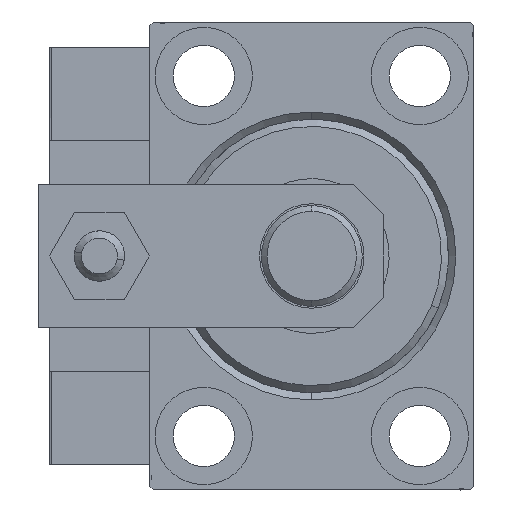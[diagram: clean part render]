
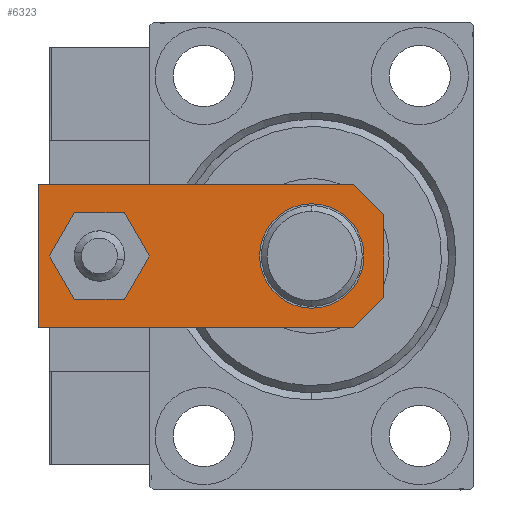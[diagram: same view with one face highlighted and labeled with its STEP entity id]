
A CAD part, left-side view. The second image highlights one B-rep face of the part: STEP entity #6323.
In plain terms, the highlighted face is planar.
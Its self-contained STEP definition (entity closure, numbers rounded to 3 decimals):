
#84 = EDGE_CURVE ( 'NONE', #37177, #40120, #17985, .T. ) ;
#276 = DIRECTION ( 'NONE',  ( -1., 0., 0. ) ) ;
#1019 = ORIENTED_EDGE ( 'NONE', *, *, #84, .T. ) ;
#2481 = DIRECTION ( 'NONE',  ( 1., 0., 0. ) ) ;
#3516 = FACE_BOUND ( 'NONE', #4814, .T. ) ;
#4196 = AXIS2_PLACEMENT_3D ( 'NONE', #4501, #43734, #39877 ) ;
#4501 = CARTESIAN_POINT ( 'NONE',  ( 0., 10., 6. ) ) ;
#4783 = LINE ( 'NONE', #43008, #24483 ) ;
#4814 = EDGE_LOOP ( 'NONE', ( #37086, #25192 ) ) ;
#5150 = CARTESIAN_POINT ( 'NONE',  ( 10., 4.24, 6. ) ) ;
#5669 = PLANE ( 'NONE',  #6369 ) ;
#6322 = CARTESIAN_POINT ( 'NONE',  ( -10., 0., 6. ) ) ;
#6323 = ADVANCED_FACE ( 'NONE', ( #3516, #11452, #14537 ), #5669, .T. ) ;
#6369 = AXIS2_PLACEMENT_3D ( 'NONE', #11189, #18619, #49972 ) ;
#6996 = EDGE_CURVE ( 'NONE', #47155, #33180, #37494, .T. ) ;
#7545 = ORIENTED_EDGE ( 'NONE', *, *, #35410, .T. ) ;
#8098 = VECTOR ( 'NONE', #8374, 1000. ) ;
#8374 = DIRECTION ( 'NONE',  ( 0., 1., 0. ) ) ;
#8644 = LINE ( 'NONE', #50741, #24947 ) ;
#8800 = EDGE_CURVE ( 'NONE', #33180, #47155, #49800, .T. ) ;
#9617 = AXIS2_PLACEMENT_3D ( 'NONE', #26840, #15046, #22985 ) ;
#11189 = CARTESIAN_POINT ( 'NONE',  ( 0., 0., 6. ) ) ;
#11452 = FACE_OUTER_BOUND ( 'NONE', #14581, .T. ) ;
#11941 = CARTESIAN_POINT ( 'NONE',  ( -4., 39.5, 6. ) ) ;
#12399 = CARTESIAN_POINT ( 'NONE',  ( 7.25, 10., 6. ) ) ;
#13361 = VERTEX_POINT ( 'NONE', #43021 ) ;
#14146 = DIRECTION ( 'NONE',  ( 0., -1., 0. ) ) ;
#14366 = VECTOR ( 'NONE', #14146, 1000. ) ;
#14537 = FACE_BOUND ( 'NONE', #38992, .T. ) ;
#14581 = EDGE_LOOP ( 'NONE', ( #1019, #35124, #7545, #48331, #47417, #35566 ) ) ;
#15004 = VERTEX_POINT ( 'NONE', #12399 ) ;
#15046 = DIRECTION ( 'NONE',  ( 0., 0., 1. ) ) ;
#15882 = CARTESIAN_POINT ( 'NONE',  ( 4., 39.5, 6. ) ) ;
#16622 = ORIENTED_EDGE ( 'NONE', *, *, #18438, .F. ) ;
#16976 = DIRECTION ( 'NONE',  ( 0., 0., 1. ) ) ;
#17286 = CIRCLE ( 'NONE', #4196, 7.25 ) ;
#17985 = LINE ( 'NONE', #49329, #14366 ) ;
#18112 = VERTEX_POINT ( 'NONE', #39935 ) ;
#18438 = EDGE_CURVE ( 'NONE', #45475, #15004, #17286, .T. ) ;
#18619 = DIRECTION ( 'NONE',  ( 0., 0., 1. ) ) ;
#19605 = AXIS2_PLACEMENT_3D ( 'NONE', #32127, #16976, #46325 ) ;
#20513 = LINE ( 'NONE', #44142, #27707 ) ;
#22985 = DIRECTION ( 'NONE',  ( 1., 0., 0. ) ) ;
#23228 = DIRECTION ( 'NONE',  ( 0.707, 0.707, 0. ) ) ;
#23350 = EDGE_CURVE ( 'NONE', #15004, #45475, #43407, .T. ) ;
#23662 = EDGE_CURVE ( 'NONE', #45470, #37177, #20513, .T. ) ;
#23821 = VERTEX_POINT ( 'NONE', #5150 ) ;
#24414 = EDGE_CURVE ( 'NONE', #23821, #45470, #27847, .T. ) ;
#24483 = VECTOR ( 'NONE', #23228, 1000. ) ;
#24947 = VECTOR ( 'NONE', #47120, 1000. ) ;
#25192 = ORIENTED_EDGE ( 'NONE', *, *, #6996, .F. ) ;
#25299 = EDGE_CURVE ( 'NONE', #18112, #23821, #4783, .T. ) ;
#26458 = VECTOR ( 'NONE', #2481, 1000. ) ;
#26840 = CARTESIAN_POINT ( 'NONE',  ( 0., 39.5, 6. ) ) ;
#27707 = VECTOR ( 'NONE', #276, 1000. ) ;
#27847 = LINE ( 'NONE', #43509, #8098 ) ;
#30055 = DIRECTION ( 'NONE',  ( 1., 0., 0. ) ) ;
#32127 = CARTESIAN_POINT ( 'NONE',  ( 0., 10., 6. ) ) ;
#32311 = CARTESIAN_POINT ( 'NONE',  ( -7.25, 10., 6. ) ) ;
#33180 = VERTEX_POINT ( 'NONE', #11941 ) ;
#33495 = LINE ( 'NONE', #6322, #26458 ) ;
#35124 = ORIENTED_EDGE ( 'NONE', *, *, #41922, .T. ) ;
#35410 = EDGE_CURVE ( 'NONE', #13361, #18112, #33495, .T. ) ;
#35566 = ORIENTED_EDGE ( 'NONE', *, *, #23662, .T. ) ;
#35608 = CARTESIAN_POINT ( 'NONE',  ( -10., 4.24, 6. ) ) ;
#35877 = AXIS2_PLACEMENT_3D ( 'NONE', #37493, #45480, #30055 ) ;
#37086 = ORIENTED_EDGE ( 'NONE', *, *, #8800, .F. ) ;
#37177 = VERTEX_POINT ( 'NONE', #38151 ) ;
#37493 = CARTESIAN_POINT ( 'NONE',  ( 0., 39.5, 6. ) ) ;
#37494 = CIRCLE ( 'NONE', #35877, 4. ) ;
#38151 = CARTESIAN_POINT ( 'NONE',  ( -10., 48., 6. ) ) ;
#38992 = EDGE_LOOP ( 'NONE', ( #16622, #42646 ) ) ;
#39877 = DIRECTION ( 'NONE',  ( 1., 0., 0. ) ) ;
#39935 = CARTESIAN_POINT ( 'NONE',  ( 5.76, 0., 6. ) ) ;
#40120 = VERTEX_POINT ( 'NONE', #35608 ) ;
#41922 = EDGE_CURVE ( 'NONE', #40120, #13361, #8644, .T. ) ;
#42646 = ORIENTED_EDGE ( 'NONE', *, *, #23350, .F. ) ;
#43008 = CARTESIAN_POINT ( 'NONE',  ( 2.88, -2.88, 6. ) ) ;
#43021 = CARTESIAN_POINT ( 'NONE',  ( -5.76, 0., 6. ) ) ;
#43407 = CIRCLE ( 'NONE', #19605, 7.25 ) ;
#43509 = CARTESIAN_POINT ( 'NONE',  ( 10., 0., 6. ) ) ;
#43734 = DIRECTION ( 'NONE',  ( 0., 0., 1. ) ) ;
#44142 = CARTESIAN_POINT ( 'NONE',  ( 10., 48., 6. ) ) ;
#45160 = CARTESIAN_POINT ( 'NONE',  ( 10., 48., 6. ) ) ;
#45470 = VERTEX_POINT ( 'NONE', #45160 ) ;
#45475 = VERTEX_POINT ( 'NONE', #32311 ) ;
#45480 = DIRECTION ( 'NONE',  ( 0., 0., 1. ) ) ;
#46325 = DIRECTION ( 'NONE',  ( 1., 0., 0. ) ) ;
#47120 = DIRECTION ( 'NONE',  ( 0.707, -0.707, 0. ) ) ;
#47155 = VERTEX_POINT ( 'NONE', #15882 ) ;
#47417 = ORIENTED_EDGE ( 'NONE', *, *, #24414, .T. ) ;
#48331 = ORIENTED_EDGE ( 'NONE', *, *, #25299, .T. ) ;
#49329 = CARTESIAN_POINT ( 'NONE',  ( -10., 48., 6. ) ) ;
#49800 = CIRCLE ( 'NONE', #9617, 4. ) ;
#49972 = DIRECTION ( 'NONE',  ( 1., 0., 0. ) ) ;
#50741 = CARTESIAN_POINT ( 'NONE',  ( -2.88, -2.88, 6. ) ) ;
